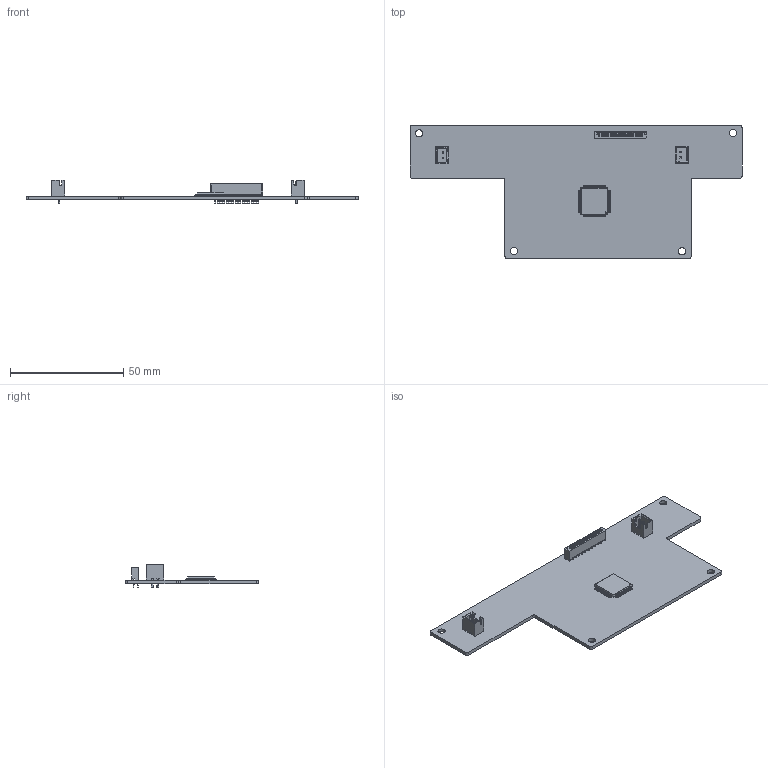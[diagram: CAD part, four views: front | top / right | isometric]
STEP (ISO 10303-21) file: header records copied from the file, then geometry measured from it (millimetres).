
FILE_DESCRIPTION(('KiCad electronic assembly'),'2;1');
FILE_NAME('FT25_AMS_Slave_fr.step','2025-01-06T16:45:21',('Pcbnew'),( 'Kicad'),'Open CASCADE STEP processor 7.7','KiCad to STEP converter' ,'Unknown');
FILE_SCHEMA(('AUTOMOTIVE_DESIGN { 1 0 10303 214 1 1 1 1 }'));
Length unit declared in the file: millimetre
Products named in the file (8): FT25_AMS_Slave_fr 1; B2B-XH-A; LQFP-80_12x12mm_P0.5mm; LQFP_80_12x12mm_P05mm; 52806-2010; 528062010; FT25_AMS_Slave_fr_PCB
Assembly tree (8 placements, depth 3):
  FT25_AMS_Slave_fr 1
    B2B-XH-A  x2
      B2B-XH-A
    LQFP-80_12x12mm_P0.5mm
      LQFP_80_12x12mm_P05mm
    52806-2010
      528062010
    FT25_AMS_Slave_fr_PCB
Bounding box: 146.62 x 59 x 10.4 mm (x, y, z)
Volume: 10809.5 mm3; surface area: 15816.2 mm2
Topology: 9 solids, 9 shells, 2257 faces, 6205 edges, 4048 vertices
Faces by surface type: plane 1653, cylinder 492, bspline 112
Full cylindrical faces by diameter (mm): 0.3 x36, 0.5 x1, 0.75 x20, 1 x4, 1.2 x2, 3.2 x3
Entity records: 79148 total; most frequent: CARTESIAN_POINT 15147, ORIENTED_EDGE 11754, DIRECTION 10945, EDGE_CURVE 5877, LINE 4847, VECTOR 4847, VERTEX_POINT 3788, AXIS2_PLACEMENT_3D 3049
